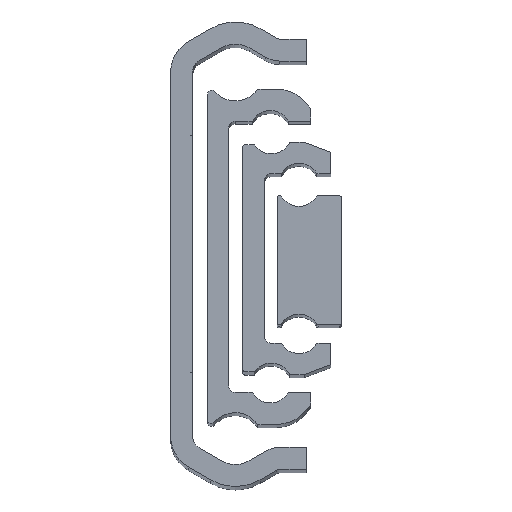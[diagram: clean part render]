
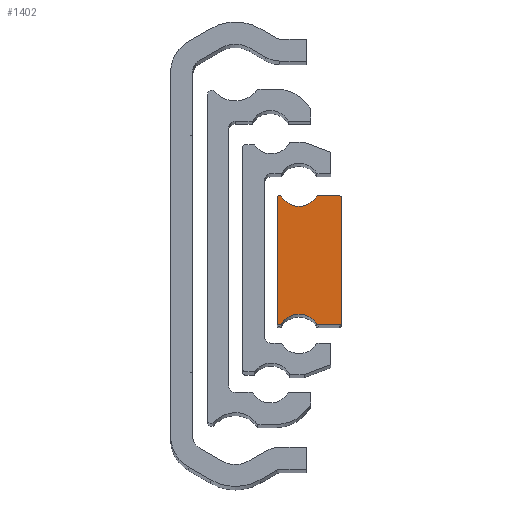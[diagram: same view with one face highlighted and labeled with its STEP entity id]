
A CAD part, top view. The second image highlights one B-rep face of the part: STEP entity #1402.
In plain terms, the highlighted planar face has unit normal (0, 0, 1).
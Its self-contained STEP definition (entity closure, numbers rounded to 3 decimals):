
#13 = EDGE_CURVE ( 'NONE', #3091, #3044, #3564, .T. ) ;
#129 = CARTESIAN_POINT ( 'NONE',  ( 19.45, 9.5, 251.5 ) ) ;
#131 = DIRECTION ( 'NONE',  ( -1., 0., 0. ) ) ;
#253 = ORIENTED_EDGE ( 'NONE', *, *, #1240, .T. ) ;
#257 = ORIENTED_EDGE ( 'NONE', *, *, #1193, .T. ) ;
#284 = ORIENTED_EDGE ( 'NONE', *, *, #1100, .T. ) ;
#286 = ORIENTED_EDGE ( 'NONE', *, *, #1111, .T. ) ;
#288 = ORIENTED_EDGE ( 'NONE', *, *, #1258, .T. ) ;
#289 = ORIENTED_EDGE ( 'NONE', *, *, #13, .T. ) ;
#299 = ORIENTED_EDGE ( 'NONE', *, *, #1160, .T. ) ;
#349 = ORIENTED_EDGE ( 'NONE', *, *, #1109, .T. ) ;
#352 = ORIENTED_EDGE ( 'NONE', *, *, #1125, .T. ) ;
#417 = ORIENTED_EDGE ( 'NONE', *, *, #1097, .T. ) ;
#422 = ORIENTED_EDGE ( 'NONE', *, *, #1183, .T. ) ;
#439 = ORIENTED_EDGE ( 'NONE', *, *, #1068, .T. ) ;
#442 = ORIENTED_EDGE ( 'NONE', *, *, #495, .T. ) ;
#445 = ORIENTED_EDGE ( 'NONE', *, *, #1191, .T. ) ;
#458 = ORIENTED_EDGE ( 'NONE', *, *, #500, .T. ) ;
#465 = ORIENTED_EDGE ( 'NONE', *, *, #1144, .T. ) ;
#495 = EDGE_CURVE ( 'NONE', #3034, #3062, #3577, .T. ) ;
#500 = EDGE_CURVE ( 'NONE', #3039, #3048, #3560, .T. ) ;
#513 = CARTESIAN_POINT ( 'NONE',  ( 16.32, -9.2, 251.5 ) ) ;
#517 = DIRECTION ( 'NONE',  ( -1., 0., 0. ) ) ;
#539 = DIRECTION ( 'NONE',  ( 0., 0., 1. ) ) ;
#562 = CARTESIAN_POINT ( 'NONE',  ( 13.5, 10.99, 251.5 ) ) ;
#573 = DIRECTION ( 'NONE',  ( 1., 0., 0. ) ) ;
#604 = DIRECTION ( 'NONE',  ( 1., 0., 0. ) ) ;
#616 = DIRECTION ( 'NONE',  ( 0., 0., 1. ) ) ;
#630 = DIRECTION ( 'NONE',  ( 0., 0., -1. ) ) ;
#636 = DIRECTION ( 'NONE',  ( 1., 0., 0. ) ) ;
#688 = CARTESIAN_POINT ( 'NONE',  ( 10.68, 9.2, 251.5 ) ) ;
#998 = EDGE_LOOP ( 'NONE', ( #286, #288, #289, #253, #257, #422, #417, #458, #439, #352, #349, #442, #445, #465, #284, #299 ) ) ;
#1068 = EDGE_CURVE ( 'NONE', #3048, #3050, #3613, .T. ) ;
#1097 = EDGE_CURVE ( 'NONE', #3065, #3039, #3617, .T. ) ;
#1100 = EDGE_CURVE ( 'NONE', #3063, #3035, #3621, .T. ) ;
#1109 = EDGE_CURVE ( 'NONE', #2931, #3034, #3633, .T. ) ;
#1111 = EDGE_CURVE ( 'NONE', #3040, #3019, #3636, .T. ) ;
#1125 = EDGE_CURVE ( 'NONE', #3050, #2931, #3652, .T. ) ;
#1144 = EDGE_CURVE ( 'NONE', #2994, #3063, #3683, .T. ) ;
#1160 = EDGE_CURVE ( 'NONE', #3035, #3040, #3710, .T. ) ;
#1183 = EDGE_CURVE ( 'NONE', #3068, #3065, #3749, .T. ) ;
#1191 = EDGE_CURVE ( 'NONE', #3062, #2994, #3764, .T. ) ;
#1193 = EDGE_CURVE ( 'NONE', #2988, #3068, #3766, .T. ) ;
#1240 = EDGE_CURVE ( 'NONE', #3044, #2988, #3838, .T. ) ;
#1258 = EDGE_CURVE ( 'NONE', #3019, #3091, #3865, .T. ) ;
#1402 = ADVANCED_FACE ( 'NONE', ( #1951 ), #2432, .T. ) ;
#1512 = AXIS2_PLACEMENT_3D ( 'NONE', #3122, #3127, #3240 ) ;
#1515 = AXIS2_PLACEMENT_3D ( 'NONE', #3253, #3247, #3248 ) ;
#1530 = AXIS2_PLACEMENT_3D ( 'NONE', #3215, #3185, #3100 ) ;
#1533 = AXIS2_PLACEMENT_3D ( 'NONE', #3196, #2942, #2941 ) ;
#1534 = AXIS2_PLACEMENT_3D ( 'NONE', #3351, #2939, #2940 ) ;
#1541 = AXIS2_PLACEMENT_3D ( 'NONE', #3182, #2905, #2895 ) ;
#1542 = AXIS2_PLACEMENT_3D ( 'NONE', #3135, #2882, #2902 ) ;
#1570 = AXIS2_PLACEMENT_3D ( 'NONE', #688, #539, #573 ) ;
#1575 = AXIS2_PLACEMENT_3D ( 'NONE', #513, #616, #604 ) ;
#1596 = AXIS2_PLACEMENT_3D ( 'NONE', #562, #630, #636 ) ;
#1659 = AXIS2_PLACEMENT_3D ( 'NONE', #2431, #2434, #2435 ) ;
#1951 = FACE_OUTER_BOUND ( 'NONE', #998, .T. ) ;
#2431 = CARTESIAN_POINT ( 'NONE',  ( 19.45, 9.2, 251.5 ) ) ;
#2432 = PLANE ( 'NONE',  #1659 ) ;
#2434 = DIRECTION ( 'NONE',  ( 0., 0., 1. ) ) ;
#2435 = DIRECTION ( 'NONE',  ( 1., 0., 0. ) ) ;
#2882 = DIRECTION ( 'NONE',  ( 0., 0., 1. ) ) ;
#2895 = DIRECTION ( 'NONE',  ( 1., 0., 0. ) ) ;
#2902 = DIRECTION ( 'NONE',  ( 1., 0., 0. ) ) ;
#2905 = DIRECTION ( 'NONE',  ( 0., 0., 1. ) ) ;
#2931 = VERTEX_POINT ( 'NONE', #3972 ) ;
#2939 = DIRECTION ( 'NONE',  ( 0., 0., 1. ) ) ;
#2940 = DIRECTION ( 'NONE',  ( 1., 0., 0. ) ) ;
#2941 = DIRECTION ( 'NONE',  ( 1., 0., 0. ) ) ;
#2942 = DIRECTION ( 'NONE',  ( 0., 0., 1. ) ) ;
#2969 = CARTESIAN_POINT ( 'NONE',  ( 10.68, 9.5, 251.5 ) ) ;
#2988 = VERTEX_POINT ( 'NONE', #4025 ) ;
#2994 = VERTEX_POINT ( 'NONE', #4031 ) ;
#3019 = VERTEX_POINT ( 'NONE', #4056 ) ;
#3034 = VERTEX_POINT ( 'NONE', #4071 ) ;
#3035 = VERTEX_POINT ( 'NONE', #4072 ) ;
#3039 = VERTEX_POINT ( 'NONE', #4076 ) ;
#3040 = VERTEX_POINT ( 'NONE', #4077 ) ;
#3044 = VERTEX_POINT ( 'NONE', #4081 ) ;
#3048 = VERTEX_POINT ( 'NONE', #4085 ) ;
#3050 = VERTEX_POINT ( 'NONE', #4087 ) ;
#3062 = VERTEX_POINT ( 'NONE', #4099 ) ;
#3063 = VERTEX_POINT ( 'NONE', #4100 ) ;
#3065 = VERTEX_POINT ( 'NONE', #4102 ) ;
#3068 = VERTEX_POINT ( 'NONE', #4105 ) ;
#3091 = VERTEX_POINT ( 'NONE', #4128 ) ;
#3100 = DIRECTION ( 'NONE',  ( 1., 0., 0. ) ) ;
#3122 = CARTESIAN_POINT ( 'NONE',  ( 16.32, 9.2, 251.5 ) ) ;
#3127 = DIRECTION ( 'NONE',  ( 0., 0., 1. ) ) ;
#3133 = CARTESIAN_POINT ( 'NONE',  ( 10.45, -9.5, 251.5 ) ) ;
#3135 = CARTESIAN_POINT ( 'NONE',  ( 10.68, -9.2, 251.5 ) ) ;
#3162 = CARTESIAN_POINT ( 'NONE',  ( 10.25, 9.3, 251.5 ) ) ;
#3165 = DIRECTION ( 'NONE',  ( 0., -1., 0. ) ) ;
#3171 = CARTESIAN_POINT ( 'NONE',  ( 19.75, -9.2, 251.5 ) ) ;
#3172 = DIRECTION ( 'NONE',  ( 0., 1., 0. ) ) ;
#3182 = CARTESIAN_POINT ( 'NONE',  ( 19.45, 9.2, 251.5 ) ) ;
#3185 = DIRECTION ( 'NONE',  ( 0., 0., 1. ) ) ;
#3196 = CARTESIAN_POINT ( 'NONE',  ( 10.45, 9.3, 251.5 ) ) ;
#3215 = CARTESIAN_POINT ( 'NONE',  ( 10.45, -9.3, 251.5 ) ) ;
#3240 = DIRECTION ( 'NONE',  ( 1., 0., 0. ) ) ;
#3247 = DIRECTION ( 'NONE',  ( 0., 0., -1. ) ) ;
#3248 = DIRECTION ( 'NONE',  ( 1., 0., 0. ) ) ;
#3253 = CARTESIAN_POINT ( 'NONE',  ( 13.5, -10.99, 251.5 ) ) ;
#3285 = CARTESIAN_POINT ( 'NONE',  ( 16.32, -9.5, 251.5 ) ) ;
#3335 = DIRECTION ( 'NONE',  ( 1., 0., 0. ) ) ;
#3351 = CARTESIAN_POINT ( 'NONE',  ( 19.45, -9.2, 251.5 ) ) ;
#3359 = DIRECTION ( 'NONE',  ( 1., 0., 0. ) ) ;
#3560 = LINE ( 'NONE', #3162, #3583 ) ;
#3564 = CIRCLE ( 'NONE', #1512, 0.3 ) ;
#3577 = CIRCLE ( 'NONE', #1515, 3.04 ) ;
#3583 = VECTOR ( 'NONE', #3165, 1000. ) ;
#3613 = CIRCLE ( 'NONE', #1530, 0.2 ) ;
#3617 = CIRCLE ( 'NONE', #1533, 0.2 ) ;
#3621 = CIRCLE ( 'NONE', #1534, 0.3 ) ;
#3633 = CIRCLE ( 'NONE', #1542, 0.3 ) ;
#3636 = CIRCLE ( 'NONE', #1541, 0.3 ) ;
#3652 = LINE ( 'NONE', #3133, #3655 ) ;
#3655 = VECTOR ( 'NONE', #3335, 1000. ) ;
#3683 = LINE ( 'NONE', #3285, #3684 ) ;
#3684 = VECTOR ( 'NONE', #3359, 1000. ) ;
#3710 = LINE ( 'NONE', #3171, #3711 ) ;
#3711 = VECTOR ( 'NONE', #3172, 1000. ) ;
#3745 = VECTOR ( 'NONE', #517, 1000. ) ;
#3749 = LINE ( 'NONE', #2969, #3745 ) ;
#3764 = CIRCLE ( 'NONE', #1575, 0.3 ) ;
#3766 = CIRCLE ( 'NONE', #1570, 0.3 ) ;
#3838 = CIRCLE ( 'NONE', #1596, 3.04 ) ;
#3865 = LINE ( 'NONE', #129, #3866 ) ;
#3866 = VECTOR ( 'NONE', #131, 1000. ) ;
#3972 = CARTESIAN_POINT ( 'NONE',  ( 10.68, -9.5, 251.5 ) ) ;
#4025 = CARTESIAN_POINT ( 'NONE',  ( 10.933, 9.361, 251.5 ) ) ;
#4031 = CARTESIAN_POINT ( 'NONE',  ( 16.32, -9.5, 251.5 ) ) ;
#4056 = CARTESIAN_POINT ( 'NONE',  ( 19.45, 9.5, 251.5 ) ) ;
#4071 = CARTESIAN_POINT ( 'NONE',  ( 10.933, -9.361, 251.5 ) ) ;
#4072 = CARTESIAN_POINT ( 'NONE',  ( 19.75, -9.2, 251.5 ) ) ;
#4076 = CARTESIAN_POINT ( 'NONE',  ( 10.25, 9.3, 251.5 ) ) ;
#4077 = CARTESIAN_POINT ( 'NONE',  ( 19.75, 9.2, 251.5 ) ) ;
#4081 = CARTESIAN_POINT ( 'NONE',  ( 16.067, 9.361, 251.5 ) ) ;
#4085 = CARTESIAN_POINT ( 'NONE',  ( 10.25, -9.3, 251.5 ) ) ;
#4087 = CARTESIAN_POINT ( 'NONE',  ( 10.45, -9.5, 251.5 ) ) ;
#4099 = CARTESIAN_POINT ( 'NONE',  ( 16.067, -9.361, 251.5 ) ) ;
#4100 = CARTESIAN_POINT ( 'NONE',  ( 19.45, -9.5, 251.5 ) ) ;
#4102 = CARTESIAN_POINT ( 'NONE',  ( 10.45, 9.5, 251.5 ) ) ;
#4105 = CARTESIAN_POINT ( 'NONE',  ( 10.68, 9.5, 251.5 ) ) ;
#4128 = CARTESIAN_POINT ( 'NONE',  ( 16.32, 9.5, 251.5 ) ) ;
